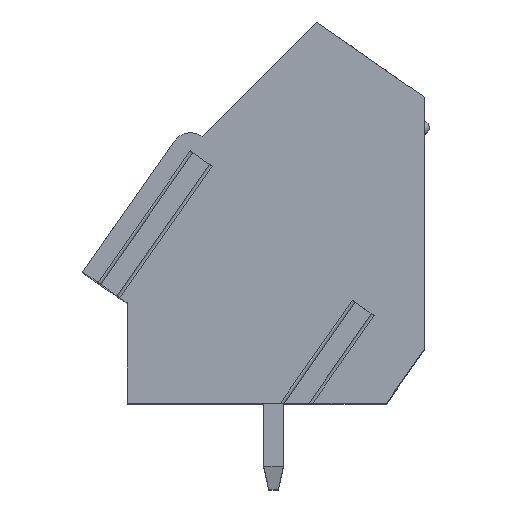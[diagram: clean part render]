
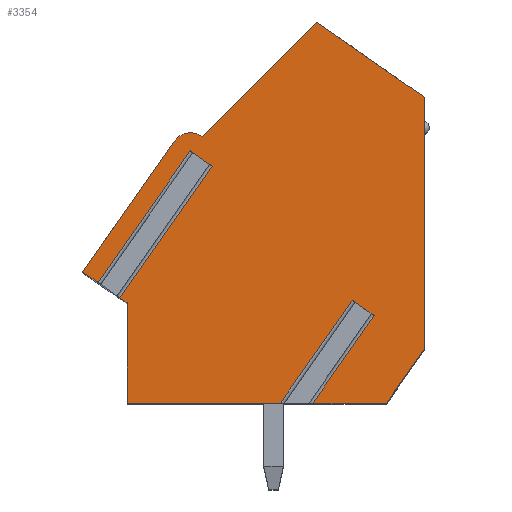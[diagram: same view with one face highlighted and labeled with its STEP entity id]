
A CAD part, top view. The second image highlights one B-rep face of the part: STEP entity #3354.
In plain terms, the highlighted planar face has unit normal (0, 0, 1).
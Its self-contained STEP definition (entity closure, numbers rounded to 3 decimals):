
#14=DIRECTION('',(-0.819,0.574,0.));
#15=VECTOR('',#14,1.085);
#16=CARTESIAN_POINT('',(4.498,-3.239,22.86));
#17=LINE('',#16,#15);
#18=DIRECTION('',(-0.574,-0.819,0.));
#19=VECTOR('',#18,5.115);
#20=CARTESIAN_POINT('',(3.61,-2.616,22.86));
#21=LINE('',#20,#19);
#22=DIRECTION('',(1.,0.,0.));
#23=VECTOR('',#22,6.246);
#24=CARTESIAN_POINT('',(-5.57,-6.807,22.86));
#25=LINE('',#24,#23);
#26=DIRECTION('',(0.,-1.,0.));
#27=VECTOR('',#26,4.087);
#28=CARTESIAN_POINT('',(-5.57,-2.72,22.86));
#29=LINE('',#28,#27);
#30=DIRECTION('',(0.819,-0.574,0.));
#31=VECTOR('',#30,0.355);
#32=CARTESIAN_POINT('',(-5.861,-2.516,22.86));
#33=LINE('',#32,#31);
#34=DIRECTION('',(-0.574,-0.819,0.));
#35=VECTOR('',#34,6.55);
#36=CARTESIAN_POINT('',(-2.104,2.849,22.86));
#37=LINE('',#36,#35);
#38=DIRECTION('',(-0.819,0.574,0.));
#39=VECTOR('',#38,1.085);
#40=CARTESIAN_POINT('',(-2.104,2.849,22.86));
#41=LINE('',#40,#39);
#42=DIRECTION('',(-0.574,-0.819,0.));
#43=VECTOR('',#42,6.55);
#44=CARTESIAN_POINT('',(-2.993,3.471,22.86));
#45=LINE('',#44,#43);
#46=DIRECTION('',(0.819,-0.574,0.));
#47=VECTOR('',#46,0.757);
#48=CARTESIAN_POINT('',(-7.37,-1.46,22.86));
#49=LINE('',#48,#47);
#50=DIRECTION('',(-0.574,-0.819,0.));
#51=VECTOR('',#50,6.486);
#52=CARTESIAN_POINT('',(-3.65,3.853,22.86));
#53=LINE('',#52,#51);
#54=CARTESIAN_POINT('',(-2.986,3.406,22.86));
#55=DIRECTION('',(0.,0.,1.));
#56=DIRECTION('',(0.598,0.802,0.));
#57=AXIS2_PLACEMENT_3D('',#54,#55,#56);
#59=DIRECTION('',(-0.707,-0.707,0.));
#60=VECTOR('',#59,6.609);
#61=CARTESIAN_POINT('',(2.165,8.721,22.86));
#62=LINE('',#61,#60);
#63=DIRECTION('',(-0.819,0.574,0.));
#64=VECTOR('',#63,5.329);
#65=CARTESIAN_POINT('',(6.53,5.664,22.86));
#66=LINE('',#65,#64);
#67=DIRECTION('',(0.,1.,0.));
#68=VECTOR('',#67,10.286);
#69=CARTESIAN_POINT('',(6.53,-4.622,22.86));
#70=LINE('',#69,#68);
#71=DIRECTION('',(0.574,0.819,0.));
#72=VECTOR('',#71,2.667);
#73=CARTESIAN_POINT('',(5.,-6.807,22.86));
#74=LINE('',#73,#72);
#75=DIRECTION('',(1.,0.,0.));
#76=VECTOR('',#75,3.);
#77=CARTESIAN_POINT('',(2.,-6.807,22.86));
#78=LINE('',#77,#76);
#79=DIRECTION('',(-0.574,-0.819,0.));
#80=VECTOR('',#79,4.355);
#81=CARTESIAN_POINT('',(4.498,-3.239,22.86));
#82=LINE('',#81,#80);
#2608=CARTESIAN_POINT('',(-2.508,4.048,22.86));
#2609=CARTESIAN_POINT('',(-3.65,3.853,22.86));
#2610=VERTEX_POINT('',#2608);
#2611=VERTEX_POINT('',#2609);
#2612=CARTESIAN_POINT('',(-7.37,-1.46,22.86));
#2613=VERTEX_POINT('',#2612);
#2614=CARTESIAN_POINT('',(-5.57,-2.72,22.86));
#2615=CARTESIAN_POINT('',(-5.57,-6.807,22.86));
#2616=VERTEX_POINT('',#2614);
#2617=VERTEX_POINT('',#2615);
#2618=CARTESIAN_POINT('',(5.,-6.807,22.86));
#2619=CARTESIAN_POINT('',(6.53,-4.622,22.86));
#2620=VERTEX_POINT('',#2618);
#2621=VERTEX_POINT('',#2619);
#2622=CARTESIAN_POINT('',(6.53,5.664,22.86));
#2623=VERTEX_POINT('',#2622);
#2624=CARTESIAN_POINT('',(2.165,8.721,22.86));
#2625=VERTEX_POINT('',#2624);
#2752=CARTESIAN_POINT('',(-2.104,2.849,22.86));
#2753=CARTESIAN_POINT('',(-2.993,3.471,22.86));
#2754=VERTEX_POINT('',#2752);
#2755=VERTEX_POINT('',#2753);
#2756=CARTESIAN_POINT('',(-5.861,-2.516,
22.86));
#2757=VERTEX_POINT('',#2756);
#2758=CARTESIAN_POINT('',(-6.75,-1.894,
22.86));
#2759=VERTEX_POINT('',#2758);
#2807=CARTESIAN_POINT('',(4.498,-3.239,22.86));
#2808=CARTESIAN_POINT('',(3.61,-2.616,22.86));
#2809=VERTEX_POINT('',#2807);
#2810=VERTEX_POINT('',#2808);
#2811=CARTESIAN_POINT('',(2.,-6.807,22.86));
#2812=VERTEX_POINT('',#2811);
#2813=CARTESIAN_POINT('',(0.676,-6.807,22.86));
#2814=VERTEX_POINT('',#2813);
#3313=CARTESIAN_POINT('',(0.,0.,22.86));
#3314=DIRECTION('',(0.,0.,1.));
#3315=DIRECTION('',(1.,0.,0.));
#3316=AXIS2_PLACEMENT_3D('',#3313,#3314,#3315);
#3317=PLANE('',#3316);
#3319=ORIENTED_EDGE('',*,*,#3318,.T.);
#3321=ORIENTED_EDGE('',*,*,#3320,.T.);
#3323=ORIENTED_EDGE('',*,*,#3322,.F.);
#3325=ORIENTED_EDGE('',*,*,#3324,.F.);
#3327=ORIENTED_EDGE('',*,*,#3326,.F.);
#3329=ORIENTED_EDGE('',*,*,#3328,.F.);
#3331=ORIENTED_EDGE('',*,*,#3330,.T.);
#3333=ORIENTED_EDGE('',*,*,#3332,.T.);
#3335=ORIENTED_EDGE('',*,*,#3334,.F.);
#3337=ORIENTED_EDGE('',*,*,#3336,.F.);
#3339=ORIENTED_EDGE('',*,*,#3338,.F.);
#3341=ORIENTED_EDGE('',*,*,#3340,.F.);
#3343=ORIENTED_EDGE('',*,*,#3342,.F.);
#3345=ORIENTED_EDGE('',*,*,#3344,.F.);
#3347=ORIENTED_EDGE('',*,*,#3346,.F.);
#3349=ORIENTED_EDGE('',*,*,#3348,.F.);
#3351=ORIENTED_EDGE('',*,*,#3350,.F.);
#3352=EDGE_LOOP('',(#3319,#3321,#3323,#3325,#3327,#3329,#3331,#3333,#3335,#3337,
#3339,#3341,#3343,#3345,#3347,#3349,#3351));
#3353=FACE_OUTER_BOUND('',#3352,.F.);
#58=CIRCLE('',#57,0.8);
#3318=EDGE_CURVE('',#2809,#2810,#17,.T.);
#3320=EDGE_CURVE('',#2810,#2814,#21,.T.);
#3322=EDGE_CURVE('',#2617,#2814,#25,.T.);
#3324=EDGE_CURVE('',#2616,#2617,#29,.T.);
#3326=EDGE_CURVE('',#2757,#2616,#33,.T.);
#3328=EDGE_CURVE('',#2754,#2757,#37,.T.);
#3330=EDGE_CURVE('',#2754,#2755,#41,.T.);
#3332=EDGE_CURVE('',#2755,#2759,#45,.T.);
#3334=EDGE_CURVE('',#2613,#2759,#49,.T.);
#3336=EDGE_CURVE('',#2611,#2613,#53,.T.);
#3338=EDGE_CURVE('',#2610,#2611,#58,.T.);
#3340=EDGE_CURVE('',#2625,#2610,#62,.T.);
#3342=EDGE_CURVE('',#2623,#2625,#66,.T.);
#3344=EDGE_CURVE('',#2621,#2623,#70,.T.);
#3346=EDGE_CURVE('',#2620,#2621,#74,.T.);
#3348=EDGE_CURVE('',#2812,#2620,#78,.T.);
#3350=EDGE_CURVE('',#2809,#2812,#82,.T.);
#3354=ADVANCED_FACE('',(#3353),#3317,.T.);
